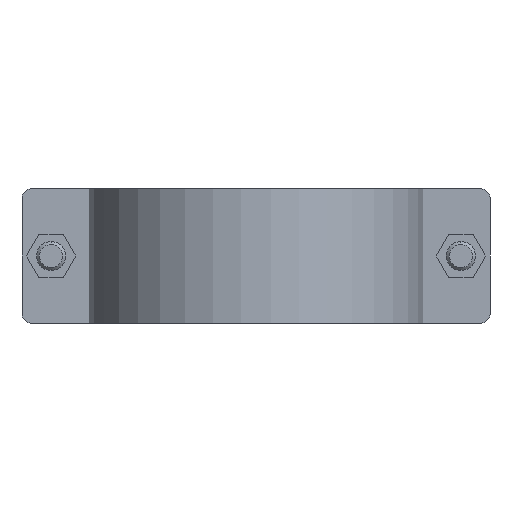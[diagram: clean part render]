
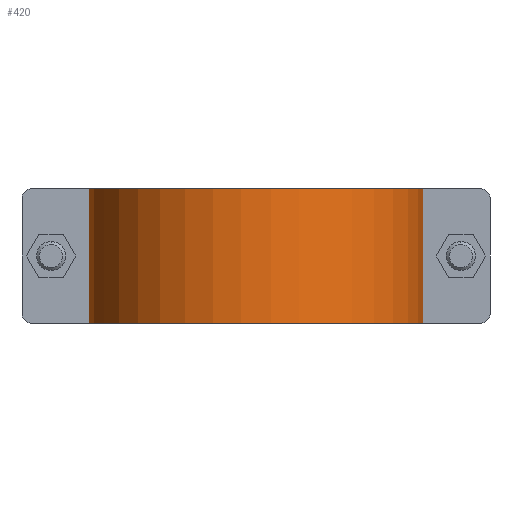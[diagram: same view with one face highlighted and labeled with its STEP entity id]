
A CAD part, front view. The second image highlights one B-rep face of the part: STEP entity #420.
In plain terms, the highlighted cylindrical face has radius 37.5 mm (diameter 75 mm), a partial arc.
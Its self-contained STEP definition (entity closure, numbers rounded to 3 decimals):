
#24 = VECTOR ( 'NONE', #1259, 1000. ) ;
#71 = EDGE_CURVE ( 'NONE', #1968, #254, #596, .T. ) ;
#254 = VERTEX_POINT ( 'NONE', #1767 ) ;
#268 = EDGE_CURVE ( 'NONE', #1565, #1155, #975, .T. ) ;
#271 = CIRCLE ( 'NONE', #776, 37.5 ) ;
#323 = CARTESIAN_POINT ( 'NONE',  ( 37.336, -3.5, -15. ) ) ;
#347 = ORIENTED_EDGE ( 'NONE', *, *, #268, .F. ) ;
#391 = DIRECTION ( 'NONE',  ( 1., 0., 0. ) ) ;
#420 = ADVANCED_FACE ( 'NONE', ( #1621 ), #2443, .T. ) ;
#592 = DIRECTION ( 'NONE',  ( -1., 0., 0. ) ) ;
#596 = LINE ( 'NONE', #1865, #24 ) ;
#607 = DIRECTION ( 'NONE',  ( 0., 0., -1. ) ) ;
#724 = DIRECTION ( 'NONE',  ( 0., 0., -1. ) ) ;
#772 = DIRECTION ( 'NONE',  ( 0., 0., 1. ) ) ;
#776 = AXIS2_PLACEMENT_3D ( 'NONE', #1025, #1255, #2270 ) ;
#930 = CARTESIAN_POINT ( 'NONE',  ( -37.336, -3.5, 15. ) ) ;
#975 = LINE ( 'NONE', #2377, #1833 ) ;
#1025 = CARTESIAN_POINT ( 'NONE',  ( 0., 0., -15. ) ) ;
#1149 = AXIS2_PLACEMENT_3D ( 'NONE', #1855, #772, #391 ) ;
#1155 = VERTEX_POINT ( 'NONE', #323 ) ;
#1255 = DIRECTION ( 'NONE',  ( 0., 0., 1. ) ) ;
#1259 = DIRECTION ( 'NONE',  ( 0., 0., -1. ) ) ;
#1432 = CARTESIAN_POINT ( 'NONE',  ( 0., 0., 15. ) ) ;
#1550 = ORIENTED_EDGE ( 'NONE', *, *, #1870, .T. ) ;
#1565 = VERTEX_POINT ( 'NONE', #2534 ) ;
#1621 = FACE_OUTER_BOUND ( 'NONE', #1631, .T. ) ;
#1631 = EDGE_LOOP ( 'NONE', ( #1550, #347, #1742, #2369 ) ) ;
#1692 = AXIS2_PLACEMENT_3D ( 'NONE', #1432, #607, #592 ) ;
#1742 = ORIENTED_EDGE ( 'NONE', *, *, #2427, .F. ) ;
#1767 = CARTESIAN_POINT ( 'NONE',  ( -37.336, -3.5, -15. ) ) ;
#1833 = VECTOR ( 'NONE', #724, 1000. ) ;
#1855 = CARTESIAN_POINT ( 'NONE',  ( 0., 0., 15. ) ) ;
#1865 = CARTESIAN_POINT ( 'NONE',  ( -37.336, -3.5, 15. ) ) ;
#1870 = EDGE_CURVE ( 'NONE', #254, #1155, #271, .T. ) ;
#1968 = VERTEX_POINT ( 'NONE', #930 ) ;
#2069 = CIRCLE ( 'NONE', #1149, 37.5 ) ;
#2270 = DIRECTION ( 'NONE',  ( 1., 0., 0. ) ) ;
#2369 = ORIENTED_EDGE ( 'NONE', *, *, #71, .T. ) ;
#2377 = CARTESIAN_POINT ( 'NONE',  ( 37.336, -3.5, 15. ) ) ;
#2427 = EDGE_CURVE ( 'NONE', #1968, #1565, #2069, .T. ) ;
#2443 = CYLINDRICAL_SURFACE ( 'NONE', #1692, 37.5 ) ;
#2534 = CARTESIAN_POINT ( 'NONE',  ( 37.336, -3.5, 15. ) ) ;
